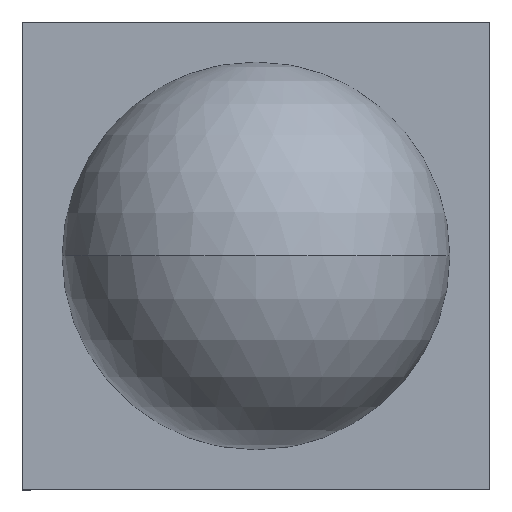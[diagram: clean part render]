
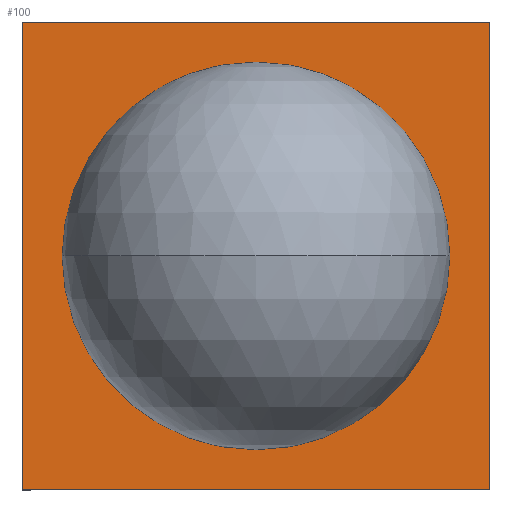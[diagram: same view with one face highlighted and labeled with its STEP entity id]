
A CAD part, top view. The second image highlights one B-rep face of the part: STEP entity #100.
In plain terms, the highlighted face is planar.
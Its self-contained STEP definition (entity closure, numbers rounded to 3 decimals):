
#8 = EDGE_LOOP ( 'NONE', ( #70, #69 ) ) ;
#24 = EDGE_LOOP ( 'NONE', ( #66, #64, #65, #63 ) ) ;
#63 = ORIENTED_EDGE ( 'NONE', *, *, #108, .F. ) ;
#64 = ORIENTED_EDGE ( 'NONE', *, *, #106, .F. ) ;
#65 = ORIENTED_EDGE ( 'NONE', *, *, #109, .F. ) ;
#66 = ORIENTED_EDGE ( 'NONE', *, *, #107, .F. ) ;
#69 = ORIENTED_EDGE ( 'NONE', *, *, #95, .T. ) ;
#70 = ORIENTED_EDGE ( 'NONE', *, *, #94, .T. ) ;
#94 = EDGE_CURVE ( 'NONE', #551, #590, #204, .T. ) ;
#95 = EDGE_CURVE ( 'NONE', #590, #551, #202, .T. ) ;
#100 = ADVANCED_FACE ( 'NONE', ( #337, #338 ), #637, .T. ) ;
#106 = EDGE_CURVE ( 'NONE', #561, #581, #660, .T. ) ;
#107 = EDGE_CURVE ( 'NONE', #581, #555, #664, .T. ) ;
#108 = EDGE_CURVE ( 'NONE', #555, #559, #667, .T. ) ;
#109 = EDGE_CURVE ( 'NONE', #559, #561, #670, .T. ) ;
#202 = CIRCLE ( 'NONE', #328, 1.45 ) ;
#204 = CIRCLE ( 'NONE', #327, 1.45 ) ;
#243 = CARTESIAN_POINT ( 'NONE',  ( -1.75, 0.07, 1.75 ) ) ;
#252 = CARTESIAN_POINT ( 'NONE',  ( 1.45, 0.07, 0. ) ) ;
#327 = AXIS2_PLACEMENT_3D ( 'NONE', #616, #617, #618 ) ;
#328 = AXIS2_PLACEMENT_3D ( 'NONE', #619, #620, #621 ) ;
#337 = FACE_OUTER_BOUND ( 'NONE', #24, .T. ) ;
#338 = FACE_BOUND ( 'NONE', #8, .T. ) ;
#341 = AXIS2_PLACEMENT_3D ( 'NONE', #638, #639, #640 ) ;
#353 = VECTOR ( 'NONE', #662, 1000. ) ;
#354 = VECTOR ( 'NONE', #666, 1000. ) ;
#356 = VECTOR ( 'NONE', #669, 1000. ) ;
#357 = VECTOR ( 'NONE', #672, 1000. ) ;
#551 = VERTEX_POINT ( 'NONE', #970 ) ;
#555 = VERTEX_POINT ( 'NONE', #974 ) ;
#559 = VERTEX_POINT ( 'NONE', #978 ) ;
#561 = VERTEX_POINT ( 'NONE', #980 ) ;
#581 = VERTEX_POINT ( 'NONE', #243 ) ;
#590 = VERTEX_POINT ( 'NONE', #252 ) ;
#616 = CARTESIAN_POINT ( 'NONE',  ( 0., 0.07, 0. ) ) ;
#617 = DIRECTION ( 'NONE',  ( 0., -1., 0. ) ) ;
#618 = DIRECTION ( 'NONE',  ( 1., 0., 0. ) ) ;
#619 = CARTESIAN_POINT ( 'NONE',  ( 0., 0.07, 0. ) ) ;
#620 = DIRECTION ( 'NONE',  ( 0., -1., 0. ) ) ;
#621 = DIRECTION ( 'NONE',  ( 1., 0., 0. ) ) ;
#637 = PLANE ( 'NONE',  #341 ) ;
#638 = CARTESIAN_POINT ( 'NONE',  ( -1.75, 0.07, 1.75 ) ) ;
#639 = DIRECTION ( 'NONE',  ( 0., 1., 0. ) ) ;
#640 = DIRECTION ( 'NONE',  ( -1., 0., 0. ) ) ;
#660 = LINE ( 'NONE', #661, #353 ) ;
#661 = CARTESIAN_POINT ( 'NONE',  ( -1.75, 0.07, 1.75 ) ) ;
#662 = DIRECTION ( 'NONE',  ( -1., 0., 0. ) ) ;
#664 = LINE ( 'NONE', #665, #354 ) ;
#665 = CARTESIAN_POINT ( 'NONE',  ( -1.75, 0.07, -1.75 ) ) ;
#666 = DIRECTION ( 'NONE',  ( 0., 0., -1. ) ) ;
#667 = LINE ( 'NONE', #668, #356 ) ;
#668 = CARTESIAN_POINT ( 'NONE',  ( -1.75, 0.07, -1.75 ) ) ;
#669 = DIRECTION ( 'NONE',  ( 1., 0., 0. ) ) ;
#670 = LINE ( 'NONE', #671, #357 ) ;
#671 = CARTESIAN_POINT ( 'NONE',  ( 1.75, 0.07, -1.75 ) ) ;
#672 = DIRECTION ( 'NONE',  ( 0., 0., 1. ) ) ;
#970 = CARTESIAN_POINT ( 'NONE',  ( -1.45, 0.07, 0. ) ) ;
#974 = CARTESIAN_POINT ( 'NONE',  ( -1.75, 0.07, -1.75 ) ) ;
#978 = CARTESIAN_POINT ( 'NONE',  ( 1.75, 0.07, -1.75 ) ) ;
#980 = CARTESIAN_POINT ( 'NONE',  ( 1.75, 0.07, 1.75 ) ) ;
